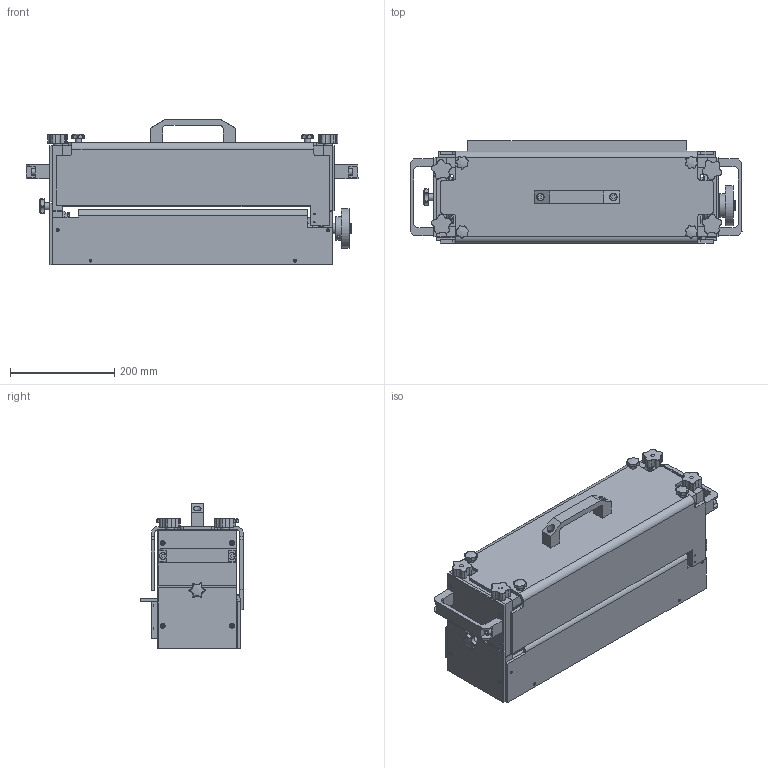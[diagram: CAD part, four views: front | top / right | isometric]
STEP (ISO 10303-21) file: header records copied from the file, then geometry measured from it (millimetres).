
FILE_DESCRIPTION(/* description */ (''),/* implementation_level */ '2;1');
FILE_NAME(/* name */ 'SLS SHEAR.stp',/* time_stamp */ '2018-01-18T15:09:10-05:00',/* author */ ('ppanana'),/* organization */ (''),/* preprocessor_version */ 'ST-DEVELOPER v16.1',/* originating_system */ 'Autodesk Inventor 2016',/* authorisation */ '');
FILE_SCHEMA (('CONFIG_CONTROL_DESIGN'));
Products named in the file (1): SLS SHEAR SOLID MODEL
Bounding box: 637.32 x 196.35 x 279.45 mm (x, y, z)
Surface area: 1674192 mm2 (no closed solid volume)
Topology: 0 solids, 96 shells, 1706 faces, 3988 edges, 2605 vertices
Faces by surface type: plane 850, cylinder 629, bspline 121, cone 93, sphere 9, torus 4
Full cylindrical faces by diameter (mm): 2 x2, 2.459 x4, 3 x2, 3.242 x10, 4 x10, 4.134 x16, 4.5 x10, 4.917 x10, 5 x8, 5.5 x8, 5.6 x4, 5.7 x2, 6 x1, 6.6 x8, 6.647 x26, 8 x32, 8.4 x2, 8.5 x6, 9 x30, 10 x4, 10.647 x4, 11 x4, 12 x8, 13 x14, 14 x1, 14.3 x8, 14.5 x2, 16 x2, 17 x4, 20 x12
Entity records: 49971 total; most frequent: CARTESIAN_POINT 11169, DIRECTION 7379, ORIENTED_EDGE 6972, EDGE_CURVE 3486, AXIS2_PLACEMENT_3D 2676, VERTEX_POINT 2483, EDGE_LOOP 2431, LINE 2027
